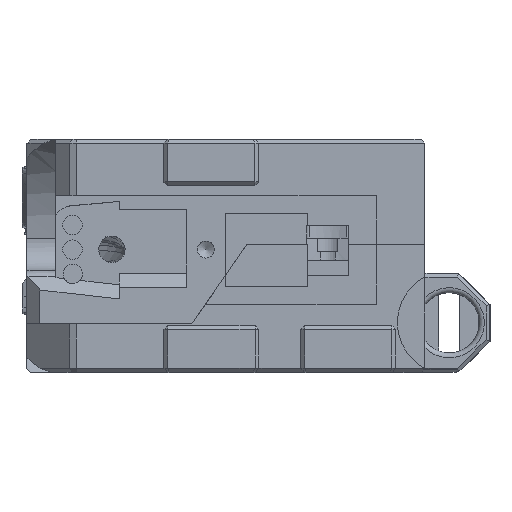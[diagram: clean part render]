
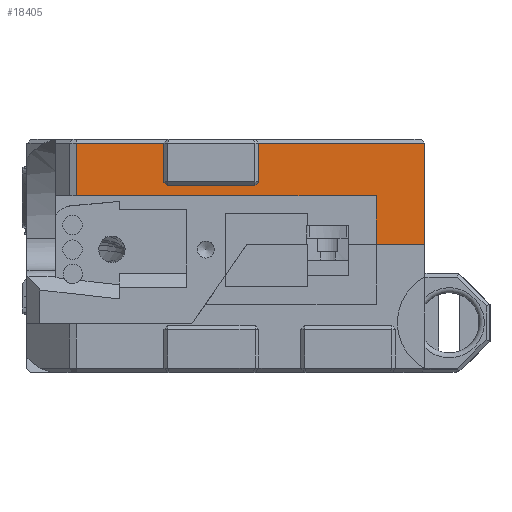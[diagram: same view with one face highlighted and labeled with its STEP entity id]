
A CAD part, top view. The second image highlights one B-rep face of the part: STEP entity #18405.
In plain terms, the highlighted face is planar.
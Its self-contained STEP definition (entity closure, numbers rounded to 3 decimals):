
#1569=FACE_OUTER_BOUND('',#2668,.T.);
#2668=EDGE_LOOP('',(#14630,#14631,#14632,#14633,#14634,#14635,#14636,#14637,
#14638,#14639,#14640,#14641));
#4431=LINE('',#29375,#6183);
#4434=LINE('',#29382,#6186);
#4488=LINE('',#29499,#6240);
#4576=LINE('',#30287,#6328);
#4597=LINE('',#30339,#6349);
#4648=LINE('',#31625,#6400);
#4656=LINE('',#31653,#6408);
#4657=LINE('',#31654,#6409);
#4658=LINE('',#31656,#6410);
#4659=LINE('',#31657,#6411);
#4660=LINE('',#31658,#6412);
#4661=LINE('',#31659,#6413);
#6183=VECTOR('',#22386,10.);
#6186=VECTOR('',#22393,10.);
#6240=VECTOR('',#22507,10.);
#6328=VECTOR('',#22827,10.);
#6349=VECTOR('',#22890,10.);
#6400=VECTOR('',#23121,10.);
#6408=VECTOR('',#23155,10.);
#6409=VECTOR('',#23156,10.);
#6410=VECTOR('',#23157,10.);
#6411=VECTOR('',#23158,10.);
#6412=VECTOR('',#23159,10.);
#6413=VECTOR('',#23160,10.);
#8007=VERTEX_POINT('',#29371);
#8008=VERTEX_POINT('',#29373);
#8009=VERTEX_POINT('',#29379);
#8010=VERTEX_POINT('',#29381);
#8152=VERTEX_POINT('',#30276);
#8156=VERTEX_POINT('',#30285);
#8166=VERTEX_POINT('',#30338);
#8249=VERTEX_POINT('',#31619);
#8251=VERTEX_POINT('',#31623);
#8257=VERTEX_POINT('',#31651);
#8258=VERTEX_POINT('',#31652);
#8259=VERTEX_POINT('',#31655);
#10108=EDGE_CURVE('',#8008,#8007,#4431,.F.);
#10111=EDGE_CURVE('',#8010,#8009,#4434,.T.);
#10170=EDGE_CURVE('',#8009,#8007,#4488,.T.);
#10342=EDGE_CURVE('',#8156,#8152,#4576,.T.);
#10367=EDGE_CURVE('',#8166,#8152,#4597,.T.);
#10517=EDGE_CURVE('',#8249,#8251,#4648,.T.);
#10530=EDGE_CURVE('',#8257,#8258,#4656,.T.);
#10531=EDGE_CURVE('',#8257,#8010,#4657,.T.);
#10532=EDGE_CURVE('',#8008,#8259,#4658,.T.);
#10533=EDGE_CURVE('',#8249,#8259,#4659,.T.);
#10534=EDGE_CURVE('',#8251,#8166,#4660,.T.);
#10535=EDGE_CURVE('',#8258,#8156,#4661,.T.);
#14630=ORIENTED_EDGE('',*,*,#10530,.F.);
#14631=ORIENTED_EDGE('',*,*,#10531,.T.);
#14632=ORIENTED_EDGE('',*,*,#10111,.T.);
#14633=ORIENTED_EDGE('',*,*,#10170,.T.);
#14634=ORIENTED_EDGE('',*,*,#10108,.F.);
#14635=ORIENTED_EDGE('',*,*,#10532,.T.);
#14636=ORIENTED_EDGE('',*,*,#10533,.F.);
#14637=ORIENTED_EDGE('',*,*,#10517,.T.);
#14638=ORIENTED_EDGE('',*,*,#10534,.T.);
#14639=ORIENTED_EDGE('',*,*,#10367,.T.);
#14640=ORIENTED_EDGE('',*,*,#10342,.F.);
#14641=ORIENTED_EDGE('',*,*,#10535,.F.);
#17533=PLANE('',#19811);
#18405=ADVANCED_FACE('',(#1569),#17533,.T.);
#19811=AXIS2_PLACEMENT_3D('',#31650,#23153,#23154);
#22386=DIRECTION('',(0.,-0.707,0.707));
#22393=DIRECTION('',(0.,-0.707,-0.707));
#22507=DIRECTION('',(0.,-1.,0.));
#22827=DIRECTION('',(0.,-1.,0.));
#22890=DIRECTION('',(0.,0.,-1.));
#23121=DIRECTION('',(0.,0.,-1.));
#23153=DIRECTION('center_axis',(1.,0.,0.));
#23154=DIRECTION('ref_axis',(0.,0.,-1.));
#23155=DIRECTION('',(0.,1.,0.));
#23156=DIRECTION('',(0.,0.,-1.));
#23157=DIRECTION('',(0.,0.,1.));
#23158=DIRECTION('',(0.,1.,0.));
#23159=DIRECTION('',(0.,1.,0.));
#23160=DIRECTION('',(0.,0.,-1.));
#29371=CARTESIAN_POINT('',(18.65,-16.757,54.457));
#29373=CARTESIAN_POINT('',(18.65,-16.9,54.6));
#29375=CARTESIAN_POINT('',(18.65,-13.3,51.));
#29379=CARTESIAN_POINT('',(18.65,-7.243,54.457));
#29381=CARTESIAN_POINT('',(18.65,-7.1,54.6));
#29382=CARTESIAN_POINT('',(18.65,-9.95,51.75));
#29499=CARTESIAN_POINT('',(18.65,-7.1,54.457));
#30276=CARTESIAN_POINT('',(18.65,4.987,48.17));
#30285=CARTESIAN_POINT('',(18.65,10.,48.17));
#30287=CARTESIAN_POINT('',(18.65,-9.25,48.17));
#30338=CARTESIAN_POINT('',(18.65,4.987,53.21));
#30339=CARTESIAN_POINT('',(18.65,4.987,44.505));
#31619=CARTESIAN_POINT('',(18.65,-25.9,58.6));
#31623=CARTESIAN_POINT('',(18.65,-25.9,53.21));
#31625=CARTESIAN_POINT('',(18.65,-25.9,41.));
#31650=CARTESIAN_POINT('Origin',(18.65,-10.5,47.));
#31651=CARTESIAN_POINT('',(18.65,-7.1,58.6));
#31652=CARTESIAN_POINT('',(18.65,10.,58.6));
#31653=CARTESIAN_POINT('',(18.65,-0.25,58.6));
#31654=CARTESIAN_POINT('',(18.65,-7.1,53.));
#31655=CARTESIAN_POINT('',(18.65,-16.9,58.6));
#31656=CARTESIAN_POINT('',(18.65,-16.9,53.));
#31657=CARTESIAN_POINT('',(18.65,-0.25,58.6));
#31658=CARTESIAN_POINT('',(18.65,-2.756,53.21));
#31659=CARTESIAN_POINT('',(18.65,10.,49.091));
